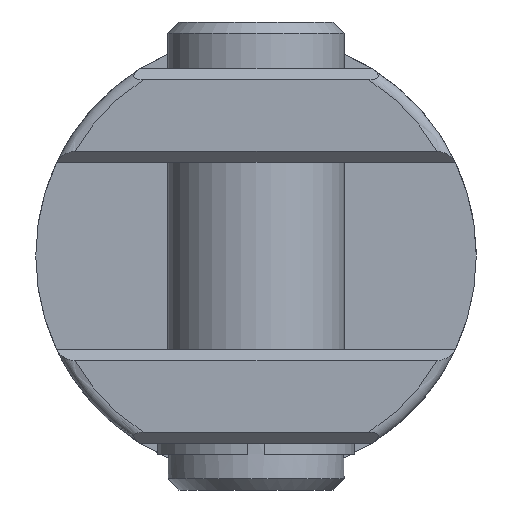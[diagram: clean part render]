
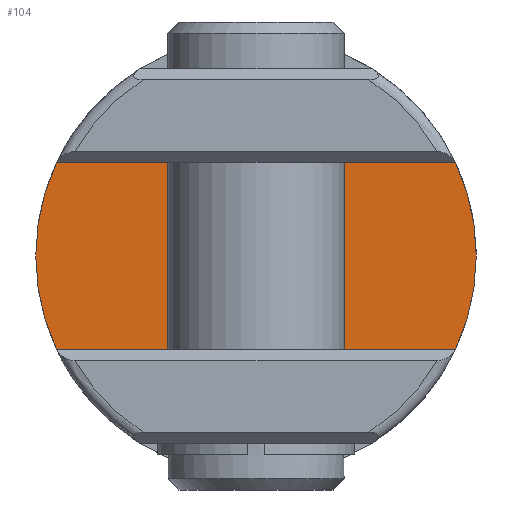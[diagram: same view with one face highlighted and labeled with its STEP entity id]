
A CAD part, left-side view. The second image highlights one B-rep face of the part: STEP entity #104.
In plain terms, the highlighted planar face has unit normal (-1, 0, 0).
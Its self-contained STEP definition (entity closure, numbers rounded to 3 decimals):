
#104 = ADVANCED_FACE( '', ( #181 ), #182, .T. );
#181 = FACE_OUTER_BOUND( '', #263, .T. );
#182 = PLANE( '', #264 );
#263 = EDGE_LOOP( '', ( #473, #474, #475, #476 ) );
#264 = AXIS2_PLACEMENT_3D( '', #477, #478, #479 );
#473 = ORIENTED_EDGE( '', *, *, #567, .T. );
#474 = ORIENTED_EDGE( '', *, *, #565, .F. );
#475 = ORIENTED_EDGE( '', *, *, #555, .T. );
#476 = ORIENTED_EDGE( '', *, *, #564, .F. );
#477 = CARTESIAN_POINT( '', ( -9., 20., -8.5 ) );
#478 = DIRECTION( '', ( -1., 0., 0. ) );
#479 = DIRECTION( '', ( 0., 0., 1. ) );
#555 = EDGE_CURVE( '', #652, #654, #656, .T. );
#564 = EDGE_CURVE( '', #669, #654, #671, .F. );
#565 = EDGE_CURVE( '', #652, #666, #672, .F. );
#567 = EDGE_CURVE( '', #669, #666, #675, .T. );
#652 = VERTEX_POINT( '', #882 );
#654 = VERTEX_POINT( '', #885 );
#656 = LINE( '', #888, #889 );
#666 = VERTEX_POINT( '', #899 );
#669 = VERTEX_POINT( '', #903 );
#671 = CIRCLE( '', #906, 20. );
#672 = CIRCLE( '', #907, 20. );
#675 = LINE( '', #910, #911 );
#882 = CARTESIAN_POINT( '', ( -9., 18.104, -8.5 ) );
#885 = CARTESIAN_POINT( '', ( -9., -18.104, -8.5 ) );
#888 = CARTESIAN_POINT( '', ( -9., 20., -8.5 ) );
#889 = VECTOR( '', #993, 1000. );
#899 = CARTESIAN_POINT( '', ( -9., 18.104, 8.5 ) );
#903 = CARTESIAN_POINT( '', ( -9., -18.104, 8.5 ) );
#906 = AXIS2_PLACEMENT_3D( '', #1014, #1015, #1016 );
#907 = AXIS2_PLACEMENT_3D( '', #1017, #1018, #1019 );
#910 = CARTESIAN_POINT( '', ( -9., -20., 8.5 ) );
#911 = VECTOR( '', #1023, 1000. );
#993 = DIRECTION( '', ( 0., -1., 0. ) );
#1014 = CARTESIAN_POINT( '', ( -9., 0., 0. ) );
#1015 = DIRECTION( '', ( -1., 0., 0. ) );
#1016 = DIRECTION( '', ( 0., 0., 1. ) );
#1017 = CARTESIAN_POINT( '', ( -9., 0., 0. ) );
#1018 = DIRECTION( '', ( -1., 0., 0. ) );
#1019 = DIRECTION( '', ( 0., 0., 1. ) );
#1023 = DIRECTION( '', ( 0., 1., 0. ) );
